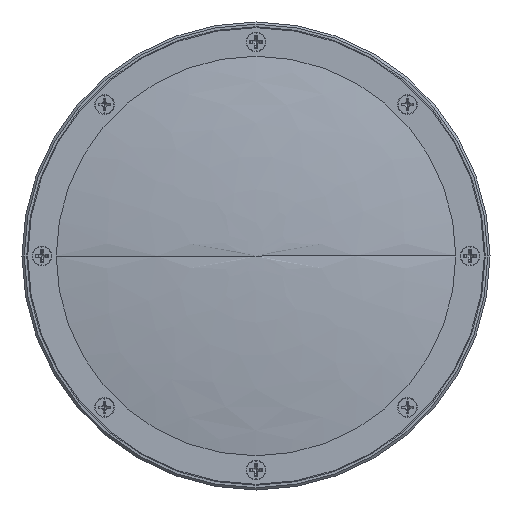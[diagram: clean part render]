
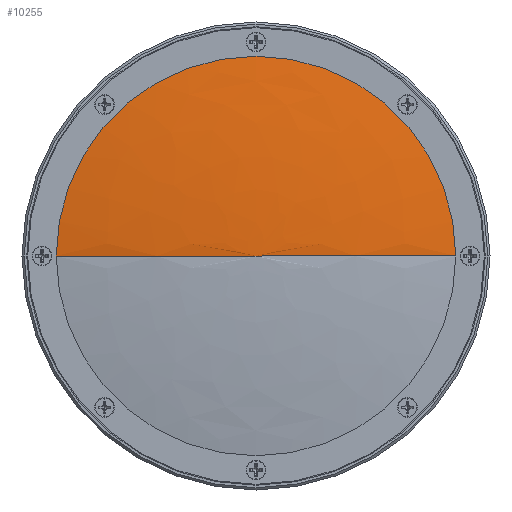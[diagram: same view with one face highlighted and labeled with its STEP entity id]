
A CAD part, left-side view. The second image highlights one B-rep face of the part: STEP entity #10255.
In plain terms, the highlighted free-form (B-spline) face has degree [3, 3] with [4, 4] control points.
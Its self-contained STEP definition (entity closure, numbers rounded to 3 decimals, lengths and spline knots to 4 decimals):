
#229 = CARTESIAN_POINT ( 'NONE',  ( -2.1921, 1.1938, -0.1563 ) ) ;
#4742 = CARTESIAN_POINT ( 'NONE',  ( -2.1921, 0.0271, -0.1563 ) ) ;
#4921 = CARTESIAN_POINT ( 'NONE',  ( -2.1446, -0.5562, 2.177 ) ) ;
#5112 = CARTESIAN_POINT ( 'NONE',  ( -2.1446, 1.7772, 2.177 ) ) ;
#6602 = B_SPLINE_CURVE_WITH_KNOTS ( 'NONE', 3,
 ( #55046, #16521, #42815, #38081 ),
 .UNSPECIFIED., .F., .F.,
 ( 4, 4 ),
 ( 0.0834, 0.9174 ),
 .UNSPECIFIED. ) ;
#10255 = ADVANCED_FACE ( 'NONE', ( #53015 ), #12121, .F. ) ;
#11199 = CARTESIAN_POINT ( 'NONE',  ( -2.1921, 0.6105, -0.1563 ) ) ;
#12121 =( BOUNDED_SURFACE ( )  B_SPLINE_SURFACE ( 3, 3, ( 
 ( #25858, #39020, #30718, #47536 ),
 ( #229, #34516, #35269, #4742 ),
 ( #30542, #5112, #4921, #51857 ),
 ( #26033, #43384, #18052, #13338 ) ),
 .UNSPECIFIED., .F., .F., .F. ) 
 B_SPLINE_SURFACE_WITH_KNOTS ( ( 4, 4 ),
 ( 4, 4 ),
 ( 0.0834, 0.9174 ),
 ( 0., 1. ),
 .UNSPECIFIED. ) 
 GEOMETRIC_REPRESENTATION_ITEM ( )  RATIONAL_B_SPLINE_SURFACE ( (
 ( 1., 0.333, 0.333, 1.),
 ( 1., 0.333, 0.333, 1.),
 ( 1., 0.333, 0.333, 1.),
 ( 1., 0.333, 0.333, 1.) ) ) 
 REPRESENTATION_ITEM ( '' )  SURFACE ( )  );
#13338 = CARTESIAN_POINT ( 'NONE',  ( -2.0521, -1.1395, -0.1563 ) ) ;
#16521 = CARTESIAN_POINT ( 'NONE',  ( -2.1921, 0.0271, -0.1563 ) ) ;
#18052 = CARTESIAN_POINT ( 'NONE',  ( -2.0521, -1.1395, 3.3437 ) ) ;
#18893 = CARTESIAN_POINT ( 'NONE',  ( -2.1921, 0.6105, -0.1563 ) ) ;
#19082 = CARTESIAN_POINT ( 'NONE',  ( -2.0521, 2.3605, -0.1563 ) ) ;
#19854 = EDGE_CURVE ( 'NONE', #20266, #45876, #20769, .T. ) ;
#20266 = VERTEX_POINT ( 'NONE', #43304 ) ;
#20743 = B_SPLINE_CURVE_WITH_KNOTS ( 'NONE', 3,
 ( #18893, #48964, #31755, #19082 ),
 .UNSPECIFIED., .F., .F.,
 ( 4, 4 ),
 ( 0.0834, 0.9174 ),
 .UNSPECIFIED. ) ;
#20769 = CIRCLE ( 'NONE', #40321, 1.75 ) ;
#24536 = DIRECTION ( 'NONE',  ( 0., 1., 0. ) ) ;
#25858 = CARTESIAN_POINT ( 'NONE',  ( -2.1921, 0.6105, -0.1563 ) ) ;
#26033 = CARTESIAN_POINT ( 'NONE',  ( -2.0521, 2.3605, -0.1563 ) ) ;
#29206 = DIRECTION ( 'NONE',  ( 1., 0., 0. ) ) ;
#29374 = EDGE_LOOP ( 'NONE', ( #33366, #38952, #50982 ) ) ;
#30542 = CARTESIAN_POINT ( 'NONE',  ( -2.1446, 1.7772, -0.1563 ) ) ;
#30718 = CARTESIAN_POINT ( 'NONE',  ( -2.1921, 0.6105, -0.1563 ) ) ;
#31755 = CARTESIAN_POINT ( 'NONE',  ( -2.1446, 1.7772, -0.1563 ) ) ;
#33366 = ORIENTED_EDGE ( 'NONE', *, *, #46321, .F. ) ;
#34516 = CARTESIAN_POINT ( 'NONE',  ( -2.1921, 1.1938, 1.0104 ) ) ;
#35269 = CARTESIAN_POINT ( 'NONE',  ( -2.1921, 0.0271, 1.0104 ) ) ;
#38081 = CARTESIAN_POINT ( 'NONE',  ( -2.0521, -1.1395, -0.1563 ) ) ;
#38952 = ORIENTED_EDGE ( 'NONE', *, *, #42343, .T. ) ;
#39020 = CARTESIAN_POINT ( 'NONE',  ( -2.1921, 0.6105, -0.1563 ) ) ;
#40124 = CARTESIAN_POINT ( 'NONE',  ( -2.0521, -1.1395, -0.1563 ) ) ;
#40321 = AXIS2_PLACEMENT_3D ( 'NONE', #41479, #29206, #24536 ) ;
#41479 = CARTESIAN_POINT ( 'NONE',  ( -2.0521, 0.6105, -0.1563 ) ) ;
#42343 = EDGE_CURVE ( 'NONE', #50820, #45876, #6602, .T. ) ;
#42815 = CARTESIAN_POINT ( 'NONE',  ( -2.1446, -0.5562, -0.1563 ) ) ;
#43304 = CARTESIAN_POINT ( 'NONE',  ( -2.0521, 2.3605, -0.1563 ) ) ;
#43384 = CARTESIAN_POINT ( 'NONE',  ( -2.0521, 2.3605, 3.3437 ) ) ;
#45876 = VERTEX_POINT ( 'NONE', #40124 ) ;
#46321 = EDGE_CURVE ( 'NONE', #50820, #20266, #20743, .T. ) ;
#47536 = CARTESIAN_POINT ( 'NONE',  ( -2.1921, 0.6105, -0.1563 ) ) ;
#48964 = CARTESIAN_POINT ( 'NONE',  ( -2.1921, 1.1938, -0.1563 ) ) ;
#50820 = VERTEX_POINT ( 'NONE', #11199 ) ;
#50982 = ORIENTED_EDGE ( 'NONE', *, *, #19854, .F. ) ;
#51857 = CARTESIAN_POINT ( 'NONE',  ( -2.1446, -0.5562, -0.1563 ) ) ;
#53015 = FACE_OUTER_BOUND ( 'NONE', #29374, .T. ) ;
#55046 = CARTESIAN_POINT ( 'NONE',  ( -2.1921, 0.6105, -0.1563 ) ) ;
